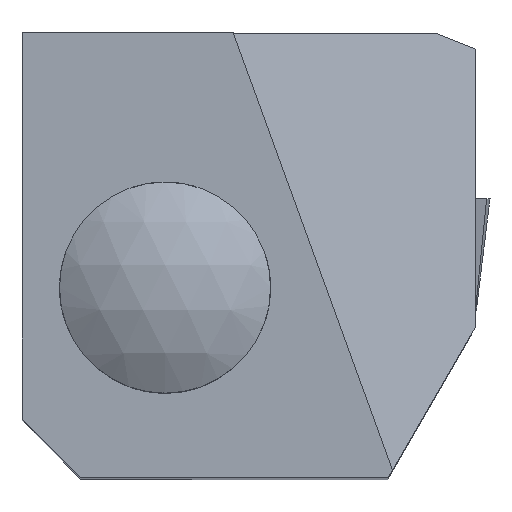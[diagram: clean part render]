
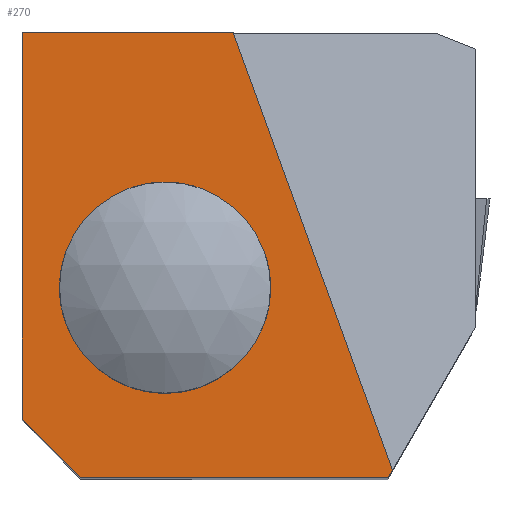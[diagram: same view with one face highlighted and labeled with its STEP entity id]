
A CAD part, top view. The second image highlights one B-rep face of the part: STEP entity #270.
In plain terms, the highlighted planar face has unit normal (0, 0, 1).
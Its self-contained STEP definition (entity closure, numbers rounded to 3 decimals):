
#33=LINE('',#1340,#92);
#37=LINE('',#1348,#96);
#40=LINE('',#1353,#99);
#44=LINE('',#1364,#103);
#61=LINE('',#1396,#120);
#64=LINE('',#1401,#123);
#92=VECTOR('',#859,1.);
#96=VECTOR('',#865,1.);
#99=VECTOR('',#870,1.);
#103=VECTOR('',#880,1.);
#120=VECTOR('',#907,1.);
#123=VECTOR('',#912,1.);
#186=PLANE('',#767);
#211=FACE_OUTER_BOUND('',#334,.T.);
#270=ADVANCED_FACE('',(#211),#186,.F.);
#334=EDGE_LOOP('',(#444,#445,#446,#447,#448,#449));
#444=ORIENTED_EDGE('',*,*,#584,.F.);
#445=ORIENTED_EDGE('',*,*,#567,.F.);
#446=ORIENTED_EDGE('',*,*,#561,.F.);
#447=ORIENTED_EDGE('',*,*,#554,.F.);
#448=ORIENTED_EDGE('',*,*,#558,.F.);
#449=ORIENTED_EDGE('',*,*,#587,.T.);
#554=EDGE_CURVE('',#691,#692,#33,.T.);
#558=EDGE_CURVE('',#694,#691,#37,.T.);
#561=EDGE_CURVE('',#692,#696,#40,.T.);
#567=EDGE_CURVE('',#696,#700,#44,.T.);
#584=EDGE_CURVE('',#700,#710,#61,.T.);
#587=EDGE_CURVE('',#694,#710,#64,.T.);
#691=VERTEX_POINT('',#1339);
#692=VERTEX_POINT('',#1341);
#694=VERTEX_POINT('',#1347);
#696=VERTEX_POINT('',#1354);
#700=VERTEX_POINT('',#1365);
#710=VERTEX_POINT('',#1397);
#767=AXIS2_PLACEMENT_3D('',#1402,#913,#914);
#859=DIRECTION('',(-1.,0.,0.));
#865=DIRECTION('',(-0.5,-0.866,0.));
#870=DIRECTION('',(-0.707,0.707,0.));
#880=DIRECTION('',(0.,1.,0.));
#907=DIRECTION('',(1.,0.,0.));
#912=DIRECTION('',(-0.342,0.94,0.));
#913=DIRECTION('',(0.,0.,-1.));
#914=DIRECTION('',(0.,-1.,0.));
#1339=CARTESIAN_POINT('',(15.597,0.,0.));
#1340=CARTESIAN_POINT('',(15.597,0.,0.));
#1341=CARTESIAN_POINT('',(2.5,0.,0.));
#1347=CARTESIAN_POINT('',(15.792,0.338,0.));
#1348=CARTESIAN_POINT('',(19.35,6.5,0.));
#1353=CARTESIAN_POINT('',(2.5,0.,0.));
#1354=CARTESIAN_POINT('',(0.,2.5,0.));
#1364=CARTESIAN_POINT('',(0.,2.5,0.));
#1365=CARTESIAN_POINT('',(0.,19.,0.));
#1396=CARTESIAN_POINT('',(0.,19.,0.));
#1397=CARTESIAN_POINT('',(9.,19.,0.));
#1401=CARTESIAN_POINT('',(17.208,-3.553,0.));
#1402=CARTESIAN_POINT('',(10.803,-8.303,0.));
